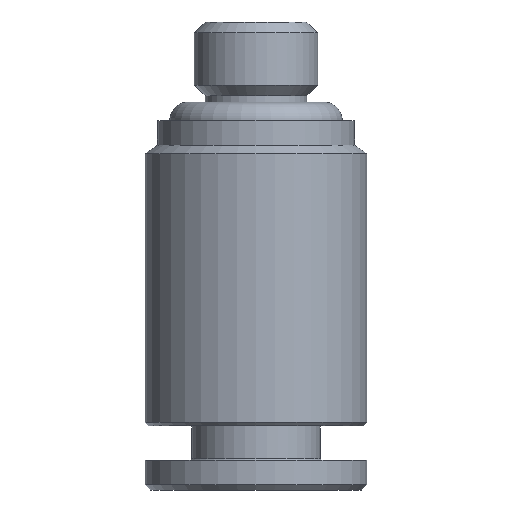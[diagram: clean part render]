
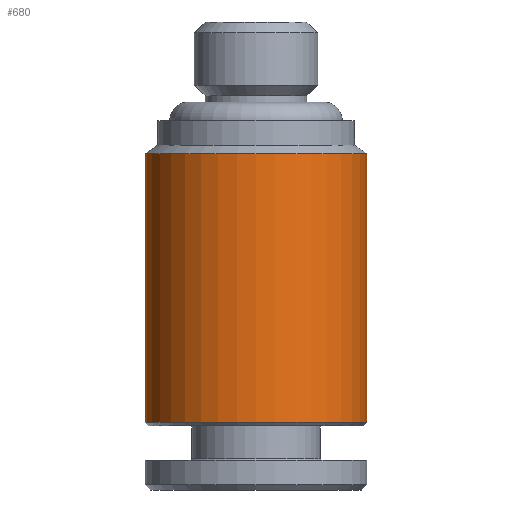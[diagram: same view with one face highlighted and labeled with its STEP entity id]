
A CAD part, front view. The second image highlights one B-rep face of the part: STEP entity #680.
In plain terms, the highlighted cylindrical face has radius 4.5 mm (diameter 9 mm), a full revolution.
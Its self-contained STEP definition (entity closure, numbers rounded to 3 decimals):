
#61=CYLINDRICAL_SURFACE('',#738,4.5);
#124=ORIENTED_EDGE('',*,*,#215,.T.);
#125=ORIENTED_EDGE('',*,*,#214,.F.);
#214=EDGE_CURVE('',#265,#265,#298,.T.);
#215=EDGE_CURVE('',#266,#266,#299,.T.);
#265=VERTEX_POINT('',#990);
#266=VERTEX_POINT('',#993);
#298=CIRCLE('',#737,4.5);
#299=CIRCLE('',#739,4.5);
#333=EDGE_LOOP('',(#124));
#334=EDGE_LOOP('',(#125));
#389=FACE_BOUND('',#333,.T.);
#390=FACE_BOUND('',#334,.T.);
#680=ADVANCED_FACE('',(#389,#390),#61,.T.);
#737=AXIS2_PLACEMENT_3D('',#989,#831,#832);
#738=AXIS2_PLACEMENT_3D('',#991,#833,#834);
#739=AXIS2_PLACEMENT_3D('',#992,#835,#836);
#831=DIRECTION('',(0.,0.,-1.));
#832=DIRECTION('',(-1.,0.,0.));
#833=DIRECTION('',(0.,0.,-1.));
#834=DIRECTION('',(-1.,0.,0.));
#835=DIRECTION('',(0.,0.,-1.));
#836=DIRECTION('',(-1.,0.,0.));
#989=CARTESIAN_POINT('',(0.,0.,2.741));
#990=CARTESIAN_POINT('',(-4.5,0.,2.741));
#991=CARTESIAN_POINT('',(0.,0.,0.));
#992=CARTESIAN_POINT('',(0.,0.,13.65));
#993=CARTESIAN_POINT('',(-4.5,0.,13.65));
